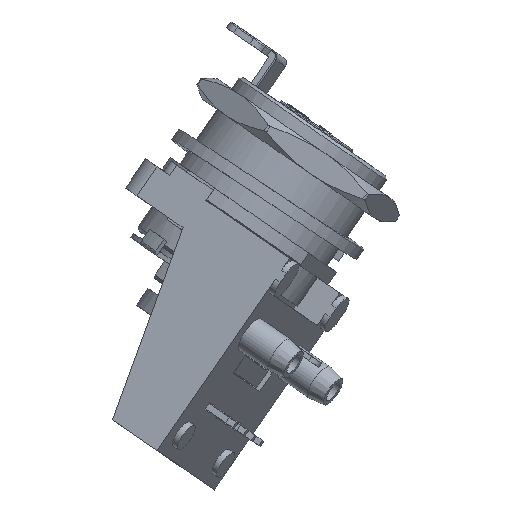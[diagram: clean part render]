
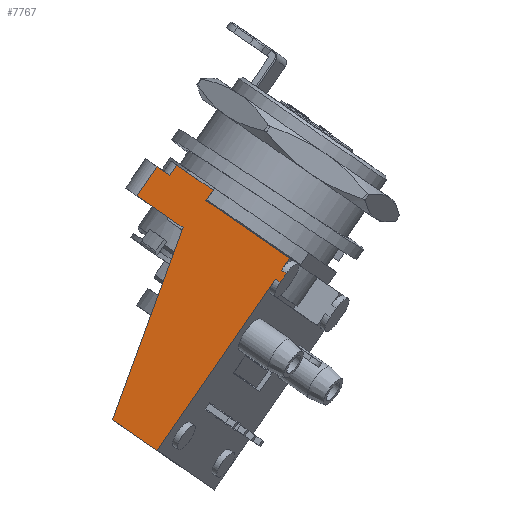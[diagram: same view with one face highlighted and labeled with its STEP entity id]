
A CAD part, left-side view. The second image highlights one B-rep face of the part: STEP entity #7767.
In plain terms, the highlighted planar face has unit normal (-0.952, 0.253, 0.174).
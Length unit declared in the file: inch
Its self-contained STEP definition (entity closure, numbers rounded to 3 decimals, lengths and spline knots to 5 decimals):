
#470=PLANE('',#10222);
#798=FACE_OUTER_BOUND('',#1189,.T.);
#1189=EDGE_LOOP('',(#5567,#5568,#5569,#5570,#5571,#5572,#5573,#5574,#5575,
#5576,#5577,#5578,#5579,#5580));
#1993=VERTEX_POINT('',#13680);
#1997=VERTEX_POINT('',#13688);
#2017=VERTEX_POINT('',#13735);
#2020=VERTEX_POINT('',#13745);
#2023=VERTEX_POINT('',#13751);
#2024=VERTEX_POINT('',#13753);
#2029=VERTEX_POINT('',#13764);
#2031=VERTEX_POINT('',#13768);
#2032=VERTEX_POINT('',#13772);
#2109=VERTEX_POINT('',#14000);
#2110=VERTEX_POINT('',#14005);
#2116=VERTEX_POINT('',#14030);
#2122=VERTEX_POINT('',#14056);
#2133=VERTEX_POINT('',#14103);
#3413=EDGE_CURVE('',#1997,#1993,#8216,.T.);
#3435=EDGE_CURVE('',#1993,#2017,#8236,.T.);
#3440=EDGE_CURVE('',#2017,#2020,#8240,.T.);
#3444=EDGE_CURVE('',#2023,#2024,#8243,.T.);
#3452=EDGE_CURVE('',#2029,#2031,#8249,.T.);
#3453=EDGE_CURVE('',#2029,#2032,#8250,.T.);
#3566=EDGE_CURVE('',#2023,#2109,#8341,.T.);
#3570=EDGE_CURVE('',#2020,#2110,#8344,.T.);
#3572=EDGE_CURVE('',#2109,#2110,#8346,.T.);
#3582=EDGE_CURVE('',#2116,#2031,#8354,.T.);
#3590=EDGE_CURVE('',#2024,#2116,#8356,.T.);
#3592=EDGE_CURVE('',#2032,#2122,#8358,.T.);
#3618=EDGE_CURVE('',#2133,#1997,#8382,.T.);
#3619=EDGE_CURVE('',#2122,#2133,#8383,.T.);
#5567=ORIENTED_EDGE('',*,*,#3435,.F.);
#5568=ORIENTED_EDGE('',*,*,#3413,.F.);
#5569=ORIENTED_EDGE('',*,*,#3618,.F.);
#5570=ORIENTED_EDGE('',*,*,#3619,.F.);
#5571=ORIENTED_EDGE('',*,*,#3592,.F.);
#5572=ORIENTED_EDGE('',*,*,#3453,.F.);
#5573=ORIENTED_EDGE('',*,*,#3452,.T.);
#5574=ORIENTED_EDGE('',*,*,#3582,.F.);
#5575=ORIENTED_EDGE('',*,*,#3590,.F.);
#5576=ORIENTED_EDGE('',*,*,#3444,.F.);
#5577=ORIENTED_EDGE('',*,*,#3566,.T.);
#5578=ORIENTED_EDGE('',*,*,#3572,.T.);
#5579=ORIENTED_EDGE('',*,*,#3570,.F.);
#5580=ORIENTED_EDGE('',*,*,#3440,.F.);
#7767=ADVANCED_FACE('',(#798),#470,.T.);
#8216=LINE('',#13690,#9211);
#8236=LINE('',#13736,#9231);
#8240=LINE('',#13746,#9235);
#8243=LINE('',#13754,#9238);
#8249=LINE('',#13770,#9244);
#8250=LINE('',#13773,#9245);
#8341=LINE('',#14002,#9336);
#8344=LINE('',#14009,#9339);
#8346=LINE('',#14013,#9341);
#8354=LINE('',#14032,#9349);
#8356=LINE('',#14051,#9351);
#8358=LINE('',#14057,#9353);
#8382=LINE('',#14105,#9377);
#8383=LINE('',#14107,#9378);
#9211=VECTOR('',#11056,0.18307);
#9231=VECTOR('',#11088,0.11024);
#9235=VECTOR('',#11098,0.04921);
#9238=VECTOR('',#11103,0.33312);
#9244=VECTOR('',#11115,0.03346);
#9245=VECTOR('',#11118,0.01969);
#9336=VECTOR('',#11331,0.03937);
#9339=VECTOR('',#11338,0.03937);
#9341=VECTOR('',#11344,0.14523);
#9349=VECTOR('',#11364,0.01969);
#9351=VECTOR('',#11390,0.04528);
#9353=VECTOR('',#11398,0.64961);
#9377=VECTOR('',#11448,0.64036);
#9378=VECTOR('',#11451,0.17717);
#10222=AXIS2_PLACEMENT_3D('',#14108,#11452,#11453);
#11056=DIRECTION('',(0.307,0.783,0.541));
#11088=DIRECTION('',(0.,-0.568,0.823));
#11098=DIRECTION('',(-0.307,-0.783,-0.541));
#11103=DIRECTION('',(-0.307,-0.783,-0.541));
#11115=DIRECTION('',(0.,-0.568,0.823));
#11118=DIRECTION('',(0.307,0.783,0.541));
#11331=DIRECTION('',(0.,-0.568,0.823));
#11338=DIRECTION('',(0.,-0.568,0.823));
#11344=DIRECTION('',(0.307,0.783,0.541));
#11364=DIRECTION('',(-0.307,-0.783,-0.541));
#11390=DIRECTION('',(0.,0.568,-0.823));
#11398=DIRECTION('',(0.,0.568,-0.823));
#11448=DIRECTION('',(0.08,-0.344,0.936));
#11451=DIRECTION('',(0.307,0.783,0.541));
#11452=DIRECTION('center_axis',(-0.952,0.253,0.174));
#11453=DIRECTION('ref_axis',(0.307,0.783,0.541));
#13680=CARTESIAN_POINT('',(-0.03192,0.43966,0.46201));
#13688=CARTESIAN_POINT('',(-0.08813,0.29627,0.36305));
#13690=CARTESIAN_POINT('',(-0.08813,0.29627,0.36305));
#13735=CARTESIAN_POINT('',(-0.03192,0.37705,0.55273));
#13736=CARTESIAN_POINT('',(-0.03192,0.48765,0.39247));
#13745=CARTESIAN_POINT('',(-0.04703,0.3385,0.52613));
#13746=CARTESIAN_POINT('',(-0.01257,0.42638,0.58678));
#13751=CARTESIAN_POINT('',(-0.09163,0.22475,0.44763));
#13753=CARTESIAN_POINT('',(-0.19392,-0.03617,0.26755));
#13754=CARTESIAN_POINT('',(-0.01257,0.42638,0.58678));
#13764=CARTESIAN_POINT('',(-0.19997,-0.00686,0.19211));
#13768=CARTESIAN_POINT('',(-0.19997,-0.02587,0.21965));
#13770=CARTESIAN_POINT('',(-0.19997,-0.05159,0.25691));
#13772=CARTESIAN_POINT('',(-0.19392,0.00856,0.20275));
#13773=CARTESIAN_POINT('',(-0.16083,0.09296,0.261));
#14000=CARTESIAN_POINT('',(-0.09163,0.20239,0.48003));
#14002=CARTESIAN_POINT('',(-0.09163,0.22475,0.44763));
#14005=CARTESIAN_POINT('',(-0.04703,0.31614,0.55853));
#14009=CARTESIAN_POINT('',(-0.04703,0.3385,0.52613));
#14013=CARTESIAN_POINT('',(-0.01304,0.40283,0.61836));
#14030=CARTESIAN_POINT('',(-0.19392,-0.01045,0.23029));
#14032=CARTESIAN_POINT('',(-0.19392,-0.01045,0.23029));
#14051=CARTESIAN_POINT('',(-0.19392,-0.03617,0.26755));
#14056=CARTESIAN_POINT('',(-0.19392,0.37754,-0.33189));
#14057=CARTESIAN_POINT('',(-0.19392,-0.03617,0.26755));
#14103=CARTESIAN_POINT('',(-0.13952,0.5163,-0.23612));
#14105=CARTESIAN_POINT('',(-0.13952,0.5163,-0.23612));
#14107=CARTESIAN_POINT('',(-0.19392,0.37754,-0.33189));
#14108=CARTESIAN_POINT('Origin',(-0.12774,0.29123,0.15426));
